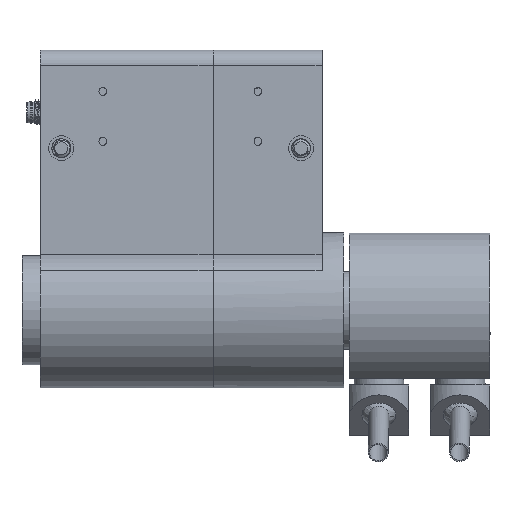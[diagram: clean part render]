
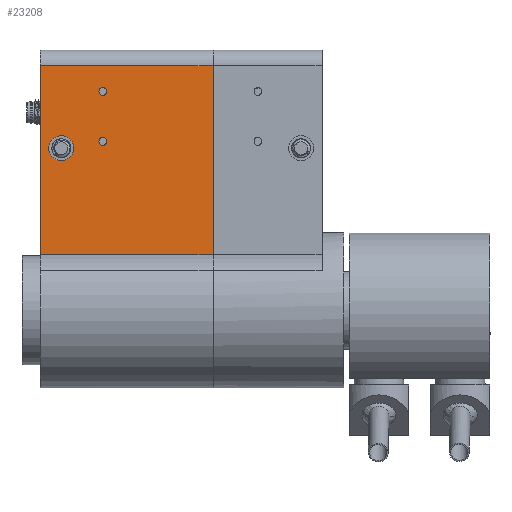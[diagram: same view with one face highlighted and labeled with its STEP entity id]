
A CAD part, left-side view. The second image highlights one B-rep face of the part: STEP entity #23208.
In plain terms, the highlighted face is planar.
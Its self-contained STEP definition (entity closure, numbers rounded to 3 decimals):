
#422=FACE_BOUND('',#3732,.T.);
#423=FACE_BOUND('',#3733,.T.);
#424=FACE_BOUND('',#3734,.T.);
#1164=CIRCLE('',#25181,1.25);
#1165=CIRCLE('',#25182,1.25);
#1166=CIRCLE('',#25183,4.);
#1702=PLANE('',#25180);
#2415=FACE_OUTER_BOUND('',#3731,.T.);
#3731=EDGE_LOOP('',(#17307,#17308,#17309,#17310));
#3732=EDGE_LOOP('',(#17311));
#3733=EDGE_LOOP('',(#17312));
#3734=EDGE_LOOP('',(#17313));
#5266=LINE('',#35354,#6872);
#5280=LINE('',#35417,#6886);
#5281=LINE('',#35421,#6887);
#5282=LINE('',#35422,#6888);
#6872=VECTOR('',#28930,10.);
#6886=VECTOR('',#28998,10.);
#6887=VECTOR('',#29003,10.);
#6888=VECTOR('',#29004,10.);
#9628=VERTEX_POINT('',#35351);
#9629=VERTEX_POINT('',#35353);
#9651=VERTEX_POINT('',#35416);
#9652=VERTEX_POINT('',#35420);
#9653=VERTEX_POINT('',#35423);
#9654=VERTEX_POINT('',#35425);
#9655=VERTEX_POINT('',#35427);
#12513=EDGE_CURVE('',#9628,#9629,#5266,.T.);
#12544=EDGE_CURVE('',#9629,#9651,#5280,.T.);
#12546=EDGE_CURVE('',#9652,#9628,#5281,.T.);
#12547=EDGE_CURVE('',#9652,#9651,#5282,.T.);
#12548=EDGE_CURVE('',#9653,#9653,#1164,.T.);
#12549=EDGE_CURVE('',#9654,#9654,#1165,.T.);
#12550=EDGE_CURVE('',#9655,#9655,#1166,.T.);
#17307=ORIENTED_EDGE('',*,*,#12546,.F.);
#17308=ORIENTED_EDGE('',*,*,#12547,.T.);
#17309=ORIENTED_EDGE('',*,*,#12544,.F.);
#17310=ORIENTED_EDGE('',*,*,#12513,.F.);
#17311=ORIENTED_EDGE('',*,*,#12548,.T.);
#17312=ORIENTED_EDGE('',*,*,#12549,.T.);
#17313=ORIENTED_EDGE('',*,*,#12550,.T.);
#23208=ADVANCED_FACE('',(#2415,#422,#423,#424),#1702,.F.);
#25180=AXIS2_PLACEMENT_3D('',#35419,#29001,#29002);
#25181=AXIS2_PLACEMENT_3D('',#35424,#29005,#29006);
#25182=AXIS2_PLACEMENT_3D('',#35426,#29007,#29008);
#25183=AXIS2_PLACEMENT_3D('',#35428,#29009,#29010);
#28930=DIRECTION('',(0.,0.,1.));
#28998=DIRECTION('',(1.,0.,0.));
#29001=DIRECTION('center_axis',(0.,1.,0.));
#29002=DIRECTION('ref_axis',(0.,0.,
-1.));
#29003=DIRECTION('',(-1.,0.,0.));
#29004=DIRECTION('',(0.,0.,1.));
#29005=DIRECTION('center_axis',(0.,1.,0.));
#29006=DIRECTION('ref_axis',(1.,0.,0.));
#29007=DIRECTION('center_axis',(0.,1.,0.));
#29008=DIRECTION('ref_axis',(1.,0.,0.));
#29009=DIRECTION('center_axis',(0.,1.,0.));
#29010=DIRECTION('ref_axis',(-1.,0.,0.));
#35351=CARTESIAN_POINT('',(-55.218,-20.018,17.838));
#35353=CARTESIAN_POINT('',(-55.218,-20.018,78.578));
#35354=CARTESIAN_POINT('',(-55.218,-20.018,17.838));
#35416=CARTESIAN_POINT('',(0.282,-20.018,78.578));
#35417=CARTESIAN_POINT('',(0.282,-20.018,78.578));
#35419=CARTESIAN_POINT('Origin',(0.282,-20.018,80.71));
#35420=CARTESIAN_POINT('',(0.282,-20.018,17.838));
#35421=CARTESIAN_POINT('',(0.282,-20.018,17.838));
#35422=CARTESIAN_POINT('',(0.282,-20.018,80.71));
#35423=CARTESIAN_POINT('',(-36.368,-20.018,70.292));
#35424=CARTESIAN_POINT('Origin',(-35.118,-20.018,70.292));
#35425=CARTESIAN_POINT('',(-36.368,-20.018,54.278));
#35426=CARTESIAN_POINT('Origin',(-35.118,-20.018,54.278));
#35427=CARTESIAN_POINT('',(-44.468,-20.018,52.078));
#35428=CARTESIAN_POINT('Origin',(-48.468,-20.018,52.078));
